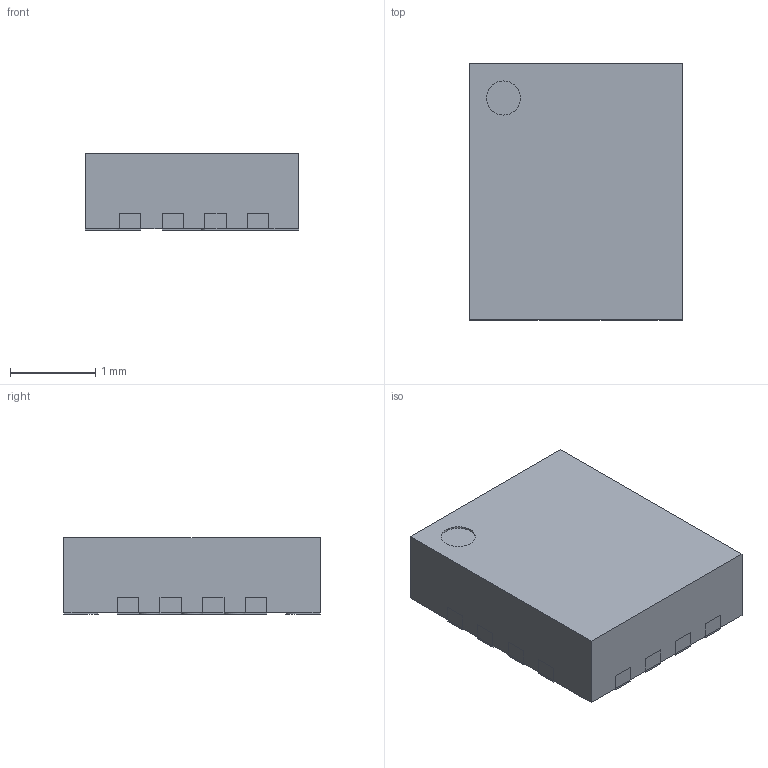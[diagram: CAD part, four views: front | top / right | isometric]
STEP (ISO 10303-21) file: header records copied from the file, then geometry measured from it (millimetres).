
FILE_DESCRIPTION(/* description */ ('STEP AP214'),/* implementation_level */ '2;1');
FILE_NAME(/* name */ 'VQFN-HR-15_L3.0-W2.5-P0.50-BL_TPS63070RNMR v3.step',/* time_stamp */ '2025-05-07T10:27:54+12:00',/* author */ (''),/* organization */ (''),/* preprocessor_version */ 'ST-DEVELOPER v20.1',/* originating_system */ 'Autodesk Translation Framework v14.4.0.0',/* authorisation */ '');
FILE_SCHEMA (('AUTOMOTIVE_DESIGN { 1 0 10303 214 3 1 1 }'));
Length unit declared in the file: millimetre
Products named in the file (27): VQFN-HR-15_L3.0-W2.5-H0.9-P0.50-BL_TPS63070RNMR; Component1; Component2; Component3; Component4; Component5; Component6; Component7; Component8; Component9; Component10; Component11; Component12; Component14; Component15; Component16; Component17; Component18; Component19; Component20; Component21; Component22; Component23; Component24; Component25; Component38; Component39
Assembly tree (26 placements, depth 2):
  VQFN-HR-15_L3.0-W2.5-H0.9-P0.50-BL_TPS63070RNMR
    Component1
    Component2
    Component3
    Component4
    Component5
    Component6
    Component7
    Component8
    Component9
    Component10
    Component11
    Component12
    Component14
    Component15
    Component16
    Component17
    Component18
    Component19
    Component20
    Component21
    Component22
    Component23
    Component24
    Component25
    Component38
    Component39
Bounding box: 2.5 x 3 x 0.9 mm (x, y, z)
Volume: 6.6 mm3; surface area: 40.8 mm2
Topology: 26 solids, 26 shells, 304 faces, 753 edges, 502 vertices
Faces by surface type: plane 233, cylinder 71
Full cylindrical faces by diameter (mm): 0.4 x1
Entity records: 10144 total; most frequent: CARTESIAN_POINT 1612, DIRECTION 1609, ORIENTED_EDGE 1506, EDGE_CURVE 753, LINE 611, VECTOR 611, VERTEX_POINT 502, AXIS2_PLACEMENT_3D 499
